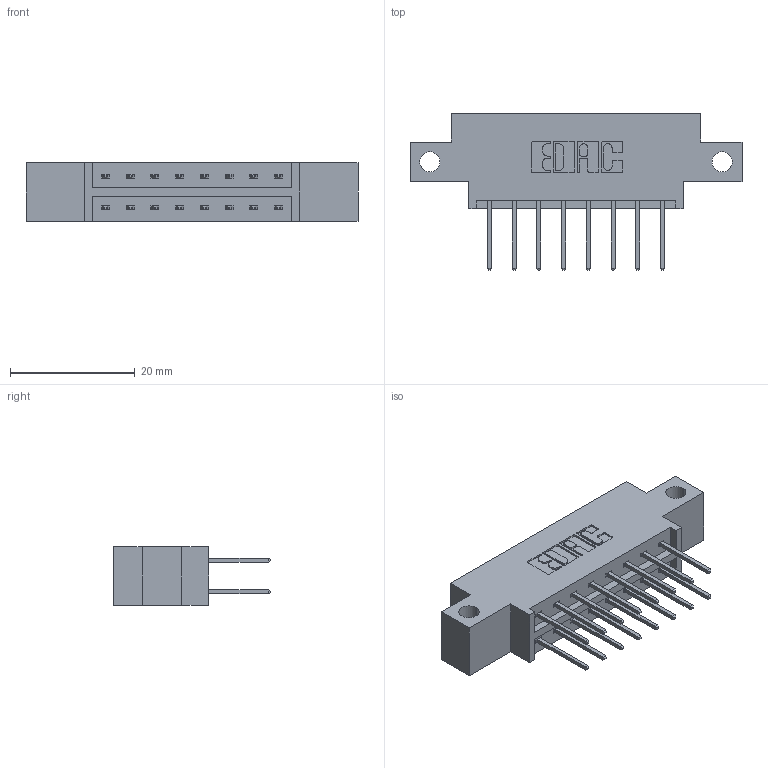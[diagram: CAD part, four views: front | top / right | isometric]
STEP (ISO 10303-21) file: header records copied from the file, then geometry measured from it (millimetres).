
FILE_DESCRIPTION (( 'STEP AP203' ), '1' );
FILE_NAME ('833-016-523-812.STEP', '2020-05-31T17:27:08', ( '' ), ( '' ), 'SwSTEP 2.0', 'SolidWorks 2020', '' );
FILE_SCHEMA (( 'CONFIG_CONTROL_DESIGN' ));
Length unit declared in the file: inch
Products named in the file (3): 833-016-523-812; 833 Part_Offset - Side; 345-292-001_345-293-123
Assembly tree (17 placements, depth 2):
  833-016-523-812
    833 Part_Offset - Side
    345-292-001_345-293-123  x16
Bounding box: 53.24 x 25.15 x 9.4 mm (x, y, z)
Volume: 4835.1 mm3; surface area: 5575.7 mm2
Topology: 17 solids, 17 shells, 950 faces, 2803 edges, 1846 vertices
Faces by surface type: plane 650, cylinder 300
Entity records: 9697 total; most frequent: CARTESIAN_POINT 1650, ORIENTED_EDGE 1586, DIRECTION 1469, EDGE_CURVE 793, LINE 665, VECTOR 665, VERTEX_POINT 526, AXIS2_PLACEMENT_3D 402
